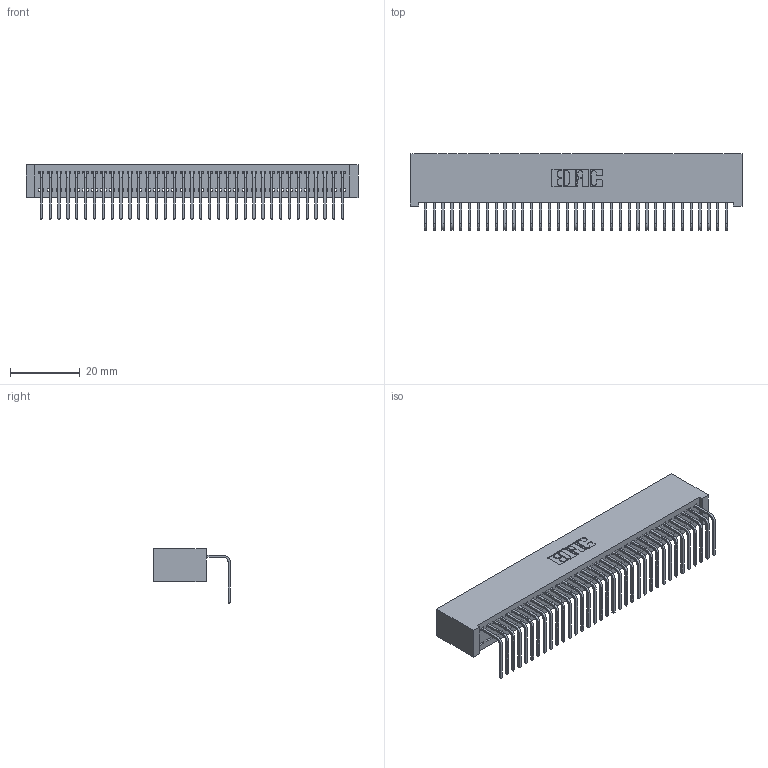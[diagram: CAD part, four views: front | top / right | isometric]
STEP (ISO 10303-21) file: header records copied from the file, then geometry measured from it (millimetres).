
FILE_DESCRIPTION (( 'STEP AP203' ), '1' );
FILE_NAME ('342-035-558-101.STEP', '2019-10-02T12:58:05', ( '' ), ( '' ), 'SwSTEP 2.0', 'SolidWorks 2016', '' );
FILE_SCHEMA (( 'CONFIG_CONTROL_DESIGN' ));
Length unit declared in the file: inch
Products named in the file (3): 342 Part_Lugless; 345-292-001_558 Tail - 2; 342-035-558-101
Assembly tree (36 placements, depth 2):
  342-035-558-101
    342 Part_Lugless
    345-292-001_558 Tail - 2  x35
Bounding box: 95.15 x 21.91 x 15.62 mm (x, y, z)
Volume: 8842.4 mm3; surface area: 13839.6 mm2
Topology: 36 solids, 36 shells, 2202 faces, 6645 edges, 4382 vertices
Faces by surface type: plane 1602, cylinder 600
Entity records: 21977 total; most frequent: CARTESIAN_POINT 3799, ORIENTED_EDGE 3770, DIRECTION 3211, EDGE_CURVE 1885, LINE 1765, VECTOR 1765, VERTEX_POINT 1254, AXIS2_PLACEMENT_3D 723
